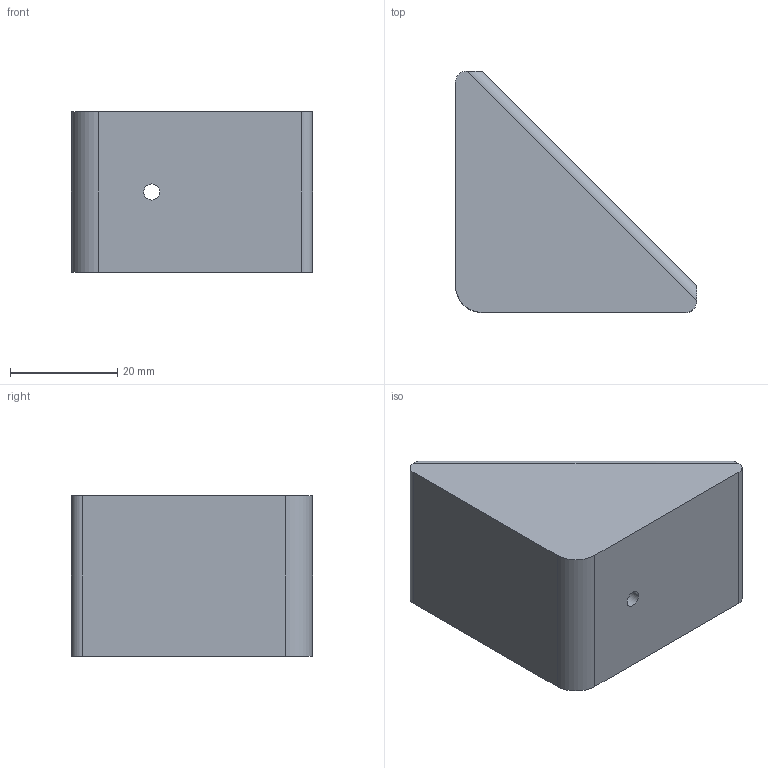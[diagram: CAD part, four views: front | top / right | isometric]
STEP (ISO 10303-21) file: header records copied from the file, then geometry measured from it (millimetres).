
FILE_DESCRIPTION (( 'STEP AP214' ), '1' );
FILE_NAME ('abs-corner.STEP', '2015-12-12T11:44:37', ( '' ), ( '' ), 'SwSTEP 2.0', 'SolidWorks 2014', '' );
FILE_SCHEMA (( 'AUTOMOTIVE_DESIGN' ));
Length unit declared in the file: millimetre
Products named in the file (2): abs-corner
Bounding box: 45 x 45 x 30 mm (x, y, z)
Volume: 20368.2 mm3; surface area: 9050.8 mm2
Topology: 1 solids, 1 shells, 21 faces, 53 edges, 34 vertices
Faces by surface type: plane 12, cylinder 9
Entity records: 708 total; most frequent: CARTESIAN_POINT 122, DIRECTION 109, ORIENTED_EDGE 106, EDGE_CURVE 53, AXIS2_PLACEMENT_3D 37, LINE 35, VECTOR 35, VERTEX_POINT 34
